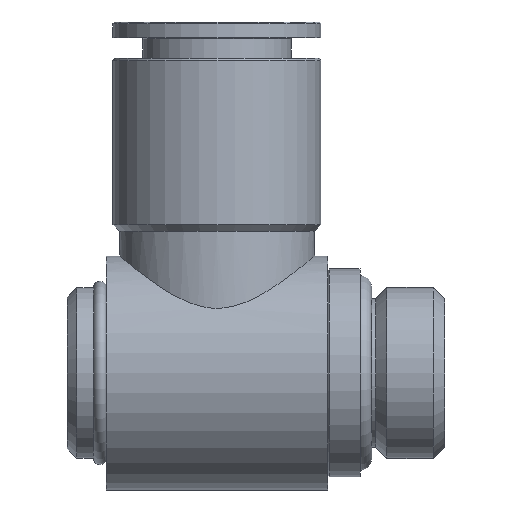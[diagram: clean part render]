
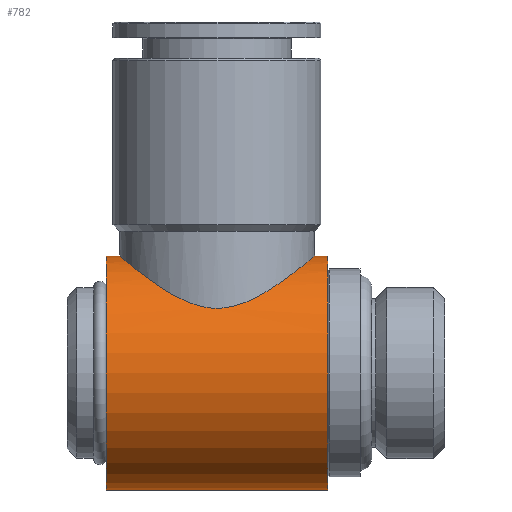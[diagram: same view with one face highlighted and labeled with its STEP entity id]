
A CAD part, left-side view. The second image highlights one B-rep face of the part: STEP entity #782.
In plain terms, the highlighted cylindrical face has radius 9 mm (diameter 18 mm), a full revolution.
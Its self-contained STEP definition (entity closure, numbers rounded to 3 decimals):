
#73=B_SPLINE_CURVE_WITH_KNOTS('',3,(#1066,#1067,#1068,#1069,#1070,#1071,
#1072,#1073,#1074,#1075,#1076,#1077,#1078,#1079,#1080,#1081,#1082,#1083,
#1084,#1085,#1086,#1087,#1088,#1089,#1090,#1091,#1092),.UNSPECIFIED.,.T.,
 .F.,(1,1,1,1,1,1,1,1,1,1,1,1,1,1,1,1,1,1,1,1,1,1,1,1,1,1,1,1,1,1,1),(-0.008,
-0.006,-0.003,0.,0.003,0.006,
0.008,0.009,0.011,0.013,
0.014,0.016,0.017,0.019,
0.022,0.025,0.028,0.031,
0.033,0.034,0.036,0.038,
0.039,0.041,0.042,0.044,
0.047,0.05,0.053,0.056,
0.058),.UNSPECIFIED.);
#106=ORIENTED_EDGE('',*,*,#202,.F.);
#107=ORIENTED_EDGE('',*,*,#203,.T.);
#108=ORIENTED_EDGE('',*,*,#191,.T.);
#191=EDGE_CURVE('',#244,#244,#73,.T.);
#202=EDGE_CURVE('',#255,#255,#299,.T.);
#203=EDGE_CURVE('',#256,#256,#300,.T.);
#244=VERTEX_POINT('',#1093);
#255=VERTEX_POINT('',#1126);
#256=VERTEX_POINT('',#1128);
#299=CIRCLE('',#843,9.);
#300=CIRCLE('',#844,9.);
#343=EDGE_LOOP('',(#106));
#344=EDGE_LOOP('',(#107));
#345=EDGE_LOOP('',(#108));
#418=FACE_BOUND('',#343,.T.);
#419=FACE_BOUND('',#344,.T.);
#420=FACE_BOUND('',#345,.T.);
#474=CYLINDRICAL_SURFACE('',#842,9.);
#782=ADVANCED_FACE('',(#418,#419,#420),#474,.T.);
#842=AXIS2_PLACEMENT_3D('',#1124,#945,#946);
#843=AXIS2_PLACEMENT_3D('',#1125,#947,#948);
#844=AXIS2_PLACEMENT_3D('',#1127,#949,#950);
#945=DIRECTION('',(0.,-1.,0.));
#946=DIRECTION('',(0.,0.,-1.));
#947=DIRECTION('',(0.,-1.,0.));
#948=DIRECTION('',(0.,0.,-1.));
#949=DIRECTION('',(0.,-1.,0.));
#950=DIRECTION('',(0.,0.,-1.));
#1066=CARTESIAN_POINT('',(3.142,-7.033,8.607));
#1067=CARTESIAN_POINT('',(-0.002,-7.733,9.196));
#1068=CARTESIAN_POINT('',(-3.133,-7.036,8.61));
#1069=CARTESIAN_POINT('',(-5.1,-5.635,7.491));
#1070=CARTESIAN_POINT('',(-6.27,-4.192,6.487));
#1071=CARTESIAN_POINT('',(-6.932,-2.977,5.763));
#1072=CARTESIAN_POINT('',(-7.386,-1.575,5.153));
#1073=CARTESIAN_POINT('',(-7.557,-0.004,4.887));
#1074=CARTESIAN_POINT('',(-7.388,1.567,5.15));
#1075=CARTESIAN_POINT('',(-6.936,2.967,5.758));
#1076=CARTESIAN_POINT('',(-6.274,4.187,6.483));
#1077=CARTESIAN_POINT('',(-5.106,5.629,7.487));
#1078=CARTESIAN_POINT('',(-3.141,7.031,8.606));
#1079=CARTESIAN_POINT('',(-0.022,7.732,9.195));
#1080=CARTESIAN_POINT('',(3.128,7.04,8.613));
#1081=CARTESIAN_POINT('',(5.095,5.639,7.494));
#1082=CARTESIAN_POINT('',(6.267,4.197,6.489));
#1083=CARTESIAN_POINT('',(6.93,2.981,5.765));
#1084=CARTESIAN_POINT('',(7.385,1.58,5.154));
#1085=CARTESIAN_POINT('',(7.557,0.007,4.887));
#1086=CARTESIAN_POINT('',(7.388,-1.566,5.149));
#1087=CARTESIAN_POINT('',(6.936,-2.967,5.757));
#1088=CARTESIAN_POINT('',(6.273,-4.187,6.483));
#1089=CARTESIAN_POINT('',(5.103,-5.631,7.488));
#1090=CARTESIAN_POINT('',(3.142,-7.033,8.607));
#1091=CARTESIAN_POINT('',(-0.002,-7.733,9.196));
#1092=CARTESIAN_POINT('',(-3.133,-7.036,8.61));
#1093=CARTESIAN_POINT('',(0.,-7.5,9.));
#1124=CARTESIAN_POINT('',(0.,-17.5,0.));
#1125=CARTESIAN_POINT('',(0.,-8.5,0.));
#1126=CARTESIAN_POINT('',(0.,-8.5,-9.));
#1127=CARTESIAN_POINT('',(0.,8.5,0.));
#1128=CARTESIAN_POINT('',(0.,8.5,-9.));
